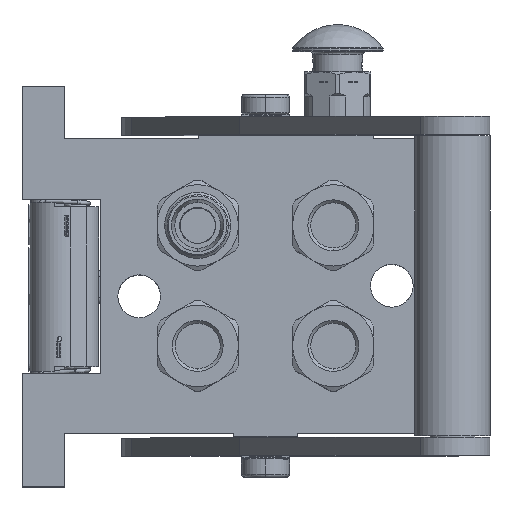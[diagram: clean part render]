
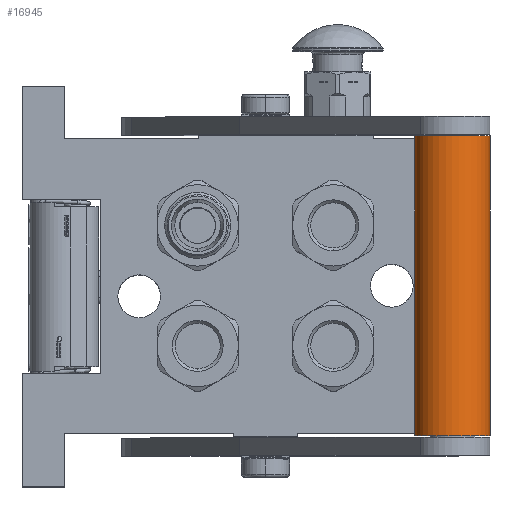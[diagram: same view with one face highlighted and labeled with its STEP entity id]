
A CAD part, top view. The second image highlights one B-rep face of the part: STEP entity #16945.
In plain terms, the highlighted cylindrical face has radius 12.5 mm (diameter 25 mm), a partial arc.
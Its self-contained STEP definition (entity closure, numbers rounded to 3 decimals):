
#3422 = ORIENTED_EDGE ( 'NONE', *, *, #11376, .F. ) ;
#11376 = EDGE_CURVE ( 'NONE', #16122, #111546, #95870, .T. ) ;
#16122 = VERTEX_POINT ( 'NONE', #95898 ) ;
#16779 = EDGE_CURVE ( 'NONE', #85293, #16122, #49628, .T. ) ;
#16945 = ADVANCED_FACE ( 'NONE', ( #42084 ), #78969, .T. ) ;
#26232 = ORIENTED_EDGE ( 'NONE', *, *, #49524, .T. ) ;
#26962 = CARTESIAN_POINT ( 'NONE',  ( 104., 0., 12.5 ) ) ;
#27595 = DIRECTION ( 'NONE',  ( -1., 0., 0. ) ) ;
#29382 = AXIS2_PLACEMENT_3D ( 'NONE', #37837, #56890, #105856 ) ;
#34879 = LINE ( 'NONE', #26962, #98444 ) ;
#37837 = CARTESIAN_POINT ( 'NONE',  ( 4.5, 0., 0. ) ) ;
#37889 = ORIENTED_EDGE ( 'NONE', *, *, #42098, .T. ) ;
#42084 = FACE_OUTER_BOUND ( 'NONE', #100343, .T. ) ;
#42098 = EDGE_CURVE ( 'NONE', #84130, #111546, #34879, .T. ) ;
#43280 = CARTESIAN_POINT ( 'NONE',  ( 104., 0., -12.5 ) ) ;
#46502 = CARTESIAN_POINT ( 'NONE',  ( 104., 0., 12.5 ) ) ;
#49524 = EDGE_CURVE ( 'NONE', #85293, #84130, #81881, .T. ) ;
#49628 = LINE ( 'NONE', #63027, #107011 ) ;
#55400 = DIRECTION ( 'NONE',  ( -1., 0., 0. ) ) ;
#56890 = DIRECTION ( 'NONE',  ( -1., 0., 0. ) ) ;
#57683 = DIRECTION ( 'NONE',  ( 0., 0., -1. ) ) ;
#62173 = AXIS2_PLACEMENT_3D ( 'NONE', #123326, #55400, #103114 ) ;
#62945 = CARTESIAN_POINT ( 'NONE',  ( 4.5, 0., 12.5 ) ) ;
#63027 = CARTESIAN_POINT ( 'NONE',  ( 104., 0., -12.5 ) ) ;
#64400 = ORIENTED_EDGE ( 'NONE', *, *, #16779, .F. ) ;
#76989 = CARTESIAN_POINT ( 'NONE',  ( 104., 0., 0. ) ) ;
#78969 = CYLINDRICAL_SURFACE ( 'NONE', #62173, 12.5 ) ;
#81881 = CIRCLE ( 'NONE', #107575, 12.5 ) ;
#84130 = VERTEX_POINT ( 'NONE', #46502 ) ;
#85293 = VERTEX_POINT ( 'NONE', #43280 ) ;
#95422 = DIRECTION ( 'NONE',  ( -1., 0., 0. ) ) ;
#95870 = CIRCLE ( 'NONE', #29382, 12.5 ) ;
#95898 = CARTESIAN_POINT ( 'NONE',  ( 4.5, 0., -12.5 ) ) ;
#98444 = VECTOR ( 'NONE', #95422, 1000. ) ;
#100343 = EDGE_LOOP ( 'NONE', ( #26232, #37889, #3422, #64400 ) ) ;
#103114 = DIRECTION ( 'NONE',  ( 0., 0., 1. ) ) ;
#105856 = DIRECTION ( 'NONE',  ( 0., 0., -1. ) ) ;
#107011 = VECTOR ( 'NONE', #120008, 1000. ) ;
#107575 = AXIS2_PLACEMENT_3D ( 'NONE', #76989, #27595, #57683 ) ;
#111546 = VERTEX_POINT ( 'NONE', #62945 ) ;
#120008 = DIRECTION ( 'NONE',  ( -1., 0., 0. ) ) ;
#123326 = CARTESIAN_POINT ( 'NONE',  ( -5.425, 0., 0. ) ) ;
